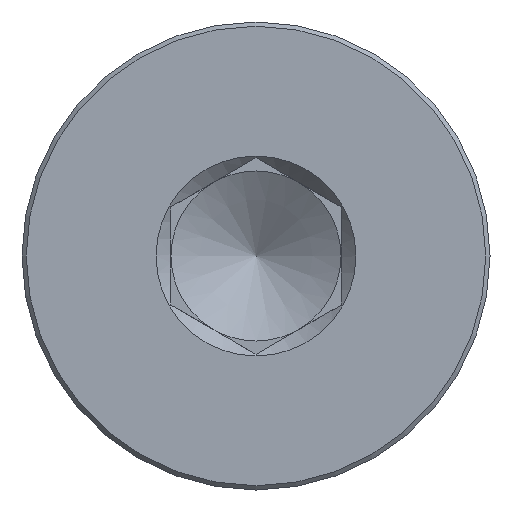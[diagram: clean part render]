
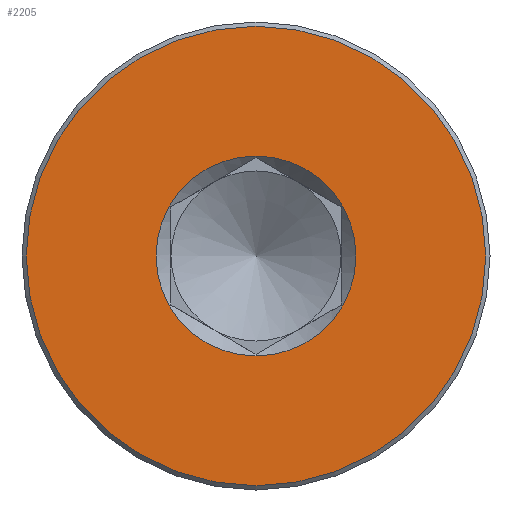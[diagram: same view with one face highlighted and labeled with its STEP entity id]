
A CAD part, left-side view. The second image highlights one B-rep face of the part: STEP entity #2205.
In plain terms, the highlighted planar face has unit normal (-1, 0, 0).
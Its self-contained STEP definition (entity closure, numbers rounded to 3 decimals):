
#55 = CARTESIAN_POINT ( 'NONE',  ( -3., 0., 0. ) ) ;
#63 = ORIENTED_EDGE ( 'NONE', *, *, #803, .T. ) ;
#70 = AXIS2_PLACEMENT_3D ( 'NONE', #55, #2723, #1769 ) ;
#114 = CARTESIAN_POINT ( 'NONE',  ( -3., 0., 0. ) ) ;
#249 = VERTEX_POINT ( 'NONE', #604 ) ;
#467 = AXIS2_PLACEMENT_3D ( 'NONE', #845, #2067, #1592 ) ;
#484 = EDGE_CURVE ( 'NONE', #249, #249, #714, .T. ) ;
#497 = ORIENTED_EDGE ( 'NONE', *, *, #484, .T. ) ;
#587 = DIRECTION ( 'NONE',  ( -1., 0., 0. ) ) ;
#604 = CARTESIAN_POINT ( 'NONE',  ( -3., 0., 10.8 ) ) ;
#673 = EDGE_LOOP ( 'NONE', ( #63 ) ) ;
#714 = CIRCLE ( 'NONE', #70, 10.8 ) ;
#803 = EDGE_CURVE ( 'NONE', #814, #814, #2615, .T. ) ;
#814 = VERTEX_POINT ( 'NONE', #950 ) ;
#845 = CARTESIAN_POINT ( 'NONE',  ( -3., 0., 0. ) ) ;
#950 = CARTESIAN_POINT ( 'NONE',  ( -3., 0., 4.7 ) ) ;
#1480 = FACE_BOUND ( 'NONE', #673, .T. ) ;
#1524 = EDGE_LOOP ( 'NONE', ( #497 ) ) ;
#1592 = DIRECTION ( 'NONE',  ( 0., 0., 1. ) ) ;
#1769 = DIRECTION ( 'NONE',  ( 0., 0., 1. ) ) ;
#2063 = DIRECTION ( 'NONE',  ( 0., 0., 1. ) ) ;
#2067 = DIRECTION ( 'NONE',  ( 1., 0., 0. ) ) ;
#2148 = FACE_OUTER_BOUND ( 'NONE', #1524, .T. ) ;
#2205 = ADVANCED_FACE ( 'NONE', ( #1480, #2148 ), #3026, .T. ) ;
#2399 = AXIS2_PLACEMENT_3D ( 'NONE', #114, #587, #2063 ) ;
#2615 = CIRCLE ( 'NONE', #467, 4.7 ) ;
#2723 = DIRECTION ( 'NONE',  ( -1., 0., 0. ) ) ;
#3026 = PLANE ( 'NONE',  #2399 ) ;
